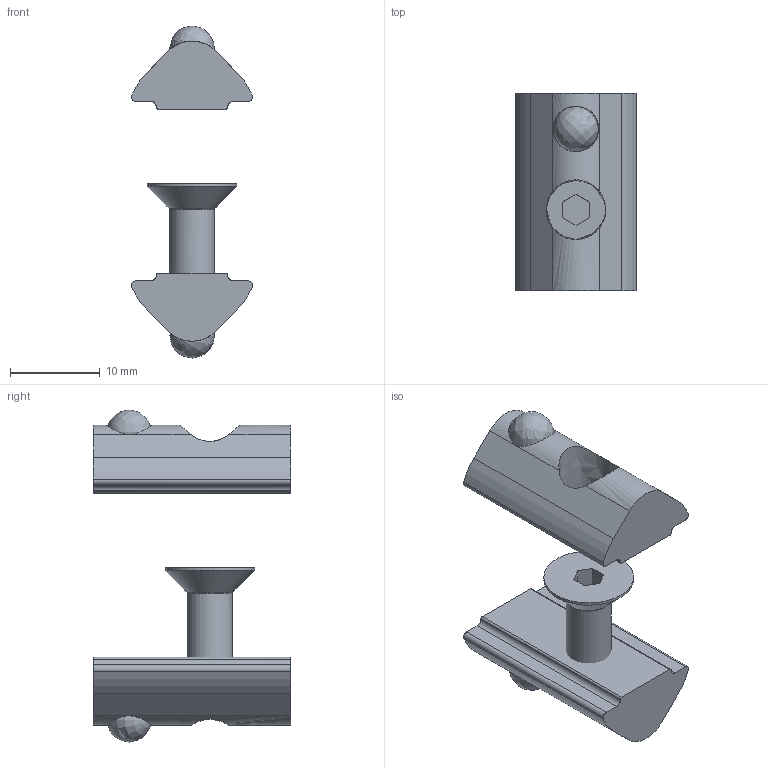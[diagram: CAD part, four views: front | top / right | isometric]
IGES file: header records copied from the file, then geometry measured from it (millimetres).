
Global section: file name: SZ0685Z-A; native system: Autodesk Inventor 2015; preprocessor: unknown; author: M. Boeke; date: 20151120.143114; units: millimetre
Bounding box: 13.47 x 22 x 37 mm (x, y, z)
Volume: 2857.8 mm3; surface area: 2786.3 mm2
Topology: 7 solids, 7 shells, 69 faces, 179 edges, 122 vertices
Faces by surface type: bspline 69
